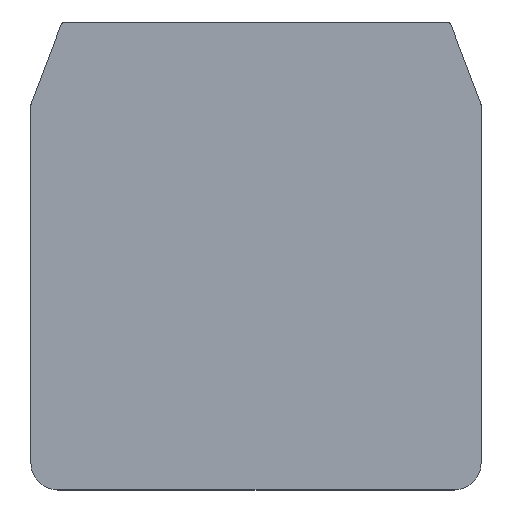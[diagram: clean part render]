
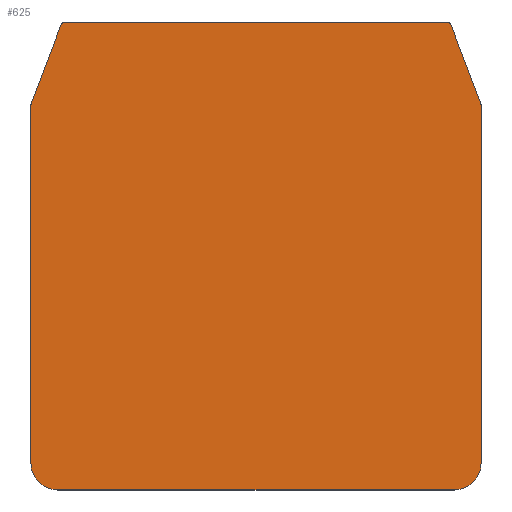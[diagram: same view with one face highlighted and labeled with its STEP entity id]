
A CAD part, top view. The second image highlights one B-rep face of the part: STEP entity #625.
In plain terms, the highlighted planar face has unit normal (0, 0, 1).
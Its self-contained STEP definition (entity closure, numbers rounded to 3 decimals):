
#1 = EDGE_CURVE ( 'NONE', #985, #948, #1111, .T. ) ;
#6 = VECTOR ( 'NONE', #837, 1000. ) ;
#10 = VERTEX_POINT ( 'NONE', #906 ) ;
#33 = LINE ( 'NONE', #839, #6 ) ;
#34 = ORIENTED_EDGE ( 'NONE', *, *, #1273, .T. ) ;
#39 = CARTESIAN_POINT ( 'NONE',  ( -25.25, 16.909, 0.75 ) ) ;
#47 = CARTESIAN_POINT ( 'NONE',  ( -25.218, 17.086, 0.75 ) ) ;
#66 = VERTEX_POINT ( 'NONE', #717 ) ;
#75 = VERTEX_POINT ( 'NONE', #785 ) ;
#77 = EDGE_CURVE ( 'NONE', #215, #1284, #1060, .T. ) ;
#94 = CARTESIAN_POINT ( 'NONE',  ( -21.872, 25.927, 0.75 ) ) ;
#110 = AXIS2_PLACEMENT_3D ( 'NONE', #687, #644, #640 ) ;
#114 = EDGE_CURVE ( 'NONE', #66, #215, #436, .T. ) ;
#130 = EDGE_LOOP ( 'NONE', ( #251, #452, #1176, #983, #308, #410, #1016, #137, #387, #454, #34, #1296 ) ) ;
#131 = CARTESIAN_POINT ( 'NONE',  ( -22.25, -26.25, 0.75 ) ) ;
#137 = ORIENTED_EDGE ( 'NONE', *, *, #518, .T. ) ;
#151 = VECTOR ( 'NONE', #1052, 1000. ) ;
#175 = AXIS2_PLACEMENT_3D ( 'NONE', #677, #664, #648 ) ;
#182 = CARTESIAN_POINT ( 'NONE',  ( 22.25, -26.25, 0.75 ) ) ;
#186 = CARTESIAN_POINT ( 'NONE',  ( 22.25, -23.25, 0.75 ) ) ;
#195 = DIRECTION ( 'NONE',  ( -1., 0., 0. ) ) ;
#196 = DIRECTION ( 'NONE',  ( 0., 0., 1. ) ) ;
#207 = VERTEX_POINT ( 'NONE', #94 ) ;
#215 = VERTEX_POINT ( 'NONE', #1297 ) ;
#244 = CARTESIAN_POINT ( 'NONE',  ( 21.405, 26.25, 0.75 ) ) ;
#251 = ORIENTED_EDGE ( 'NONE', *, *, #433, .T. ) ;
#272 = DIRECTION ( 'NONE',  ( -1., 0., 0. ) ) ;
#273 = DIRECTION ( 'NONE',  ( 0., 0., 1. ) ) ;
#275 = CARTESIAN_POINT ( 'NONE',  ( -21.405, 25.75, 0.75 ) ) ;
#305 = EDGE_CURVE ( 'NONE', #1053, #75, #718, .T. ) ;
#308 = ORIENTED_EDGE ( 'NONE', *, *, #77, .T. ) ;
#317 = AXIS2_PLACEMENT_3D ( 'NONE', #186, #196, #195 ) ;
#333 = EDGE_CURVE ( 'NONE', #1284, #10, #442, .T. ) ;
#340 = CIRCLE ( 'NONE', #1244, 0.5 ) ;
#387 = ORIENTED_EDGE ( 'NONE', *, *, #849, .T. ) ;
#410 = ORIENTED_EDGE ( 'NONE', *, *, #333, .T. ) ;
#433 = EDGE_CURVE ( 'NONE', #75, #985, #926, .T. ) ;
#436 = LINE ( 'NONE', #525, #1248 ) ;
#442 = LINE ( 'NONE', #1058, #151 ) ;
#452 = ORIENTED_EDGE ( 'NONE', *, *, #1, .T. ) ;
#454 = ORIENTED_EDGE ( 'NONE', *, *, #529, .T. ) ;
#483 = CARTESIAN_POINT ( 'NONE',  ( -24.75, 16.909, 0.75 ) ) ;
#518 = EDGE_CURVE ( 'NONE', #885, #1117, #33, .T. ) ;
#525 = CARTESIAN_POINT ( 'NONE',  ( 25.25, 16.909, 0.75 ) ) ;
#529 = EDGE_CURVE ( 'NONE', #207, #1302, #1089, .T. ) ;
#536 = DIRECTION ( 'NONE',  ( 0., 1., 0. ) ) ;
#584 = DIRECTION ( 'NONE',  ( 1., 0., 0. ) ) ;
#622 = EDGE_CURVE ( 'NONE', #10, #885, #1233, .T. ) ;
#625 = ADVANCED_FACE ( 'NONE', ( #1017 ), #693, .F. ) ;
#640 = DIRECTION ( 'NONE',  ( -1., 0., 0. ) ) ;
#644 = DIRECTION ( 'NONE',  ( 0., 0., -1. ) ) ;
#648 = DIRECTION ( 'NONE',  ( -1., 0., 0. ) ) ;
#664 = DIRECTION ( 'NONE',  ( 0., 0., 1. ) ) ;
#672 = DIRECTION ( 'NONE',  ( -1., 0., 0. ) ) ;
#677 = CARTESIAN_POINT ( 'NONE',  ( 24.75, 16.909, 0.75 ) ) ;
#680 = DIRECTION ( 'NONE',  ( 0., 0., 1. ) ) ;
#683 = CARTESIAN_POINT ( 'NONE',  ( 21.405, 25.75, 0.75 ) ) ;
#687 = CARTESIAN_POINT ( 'NONE',  ( -22.25, -23.25, 0.75 ) ) ;
#693 = PLANE ( 'NONE',  #110 ) ;
#717 = CARTESIAN_POINT ( 'NONE',  ( 25.25, -23.25, 0.75 ) ) ;
#718 = LINE ( 'NONE', #1086, #955 ) ;
#785 = CARTESIAN_POINT ( 'NONE',  ( -25.25, -23.25, 0.75 ) ) ;
#796 = DIRECTION ( 'NONE',  ( -0.354, -0.935, 0. ) ) ;
#799 = CARTESIAN_POINT ( 'NONE',  ( -21.872, 25.927, 0.75 ) ) ;
#832 = DIRECTION ( 'NONE',  ( 1., 0., 0. ) ) ;
#837 = DIRECTION ( 'NONE',  ( -1., 0., 0. ) ) ;
#839 = CARTESIAN_POINT ( 'NONE',  ( -21.405, 26.25, 0.75 ) ) ;
#849 = EDGE_CURVE ( 'NONE', #1117, #207, #340, .T. ) ;
#857 = VECTOR ( 'NONE', #832, 1000. ) ;
#885 = VERTEX_POINT ( 'NONE', #244 ) ;
#900 = DIRECTION ( 'NONE',  ( -1., 0., 0. ) ) ;
#903 = DIRECTION ( 'NONE',  ( 0., 0., 1. ) ) ;
#906 = CARTESIAN_POINT ( 'NONE',  ( 21.872, 25.927, 0.75 ) ) ;
#908 = CIRCLE ( 'NONE', #1067, 0.5 ) ;
#909 = CARTESIAN_POINT ( 'NONE',  ( -22.25, -23.25, 0.75 ) ) ;
#922 = CARTESIAN_POINT ( 'NONE',  ( 22.25, -26.25, 0.75 ) ) ;
#926 = CIRCLE ( 'NONE', #937, 3. ) ;
#932 = EDGE_CURVE ( 'NONE', #948, #66, #1271, .T. ) ;
#937 = AXIS2_PLACEMENT_3D ( 'NONE', #909, #903, #900 ) ;
#948 = VERTEX_POINT ( 'NONE', #182 ) ;
#955 = VECTOR ( 'NONE', #1093, 1000. ) ;
#964 = CARTESIAN_POINT ( 'NONE',  ( -21.405, 26.25, 0.75 ) ) ;
#983 = ORIENTED_EDGE ( 'NONE', *, *, #114, .T. ) ;
#985 = VERTEX_POINT ( 'NONE', #131 ) ;
#1016 = ORIENTED_EDGE ( 'NONE', *, *, #622, .T. ) ;
#1017 = FACE_OUTER_BOUND ( 'NONE', #130, .T. ) ;
#1052 = DIRECTION ( 'NONE',  ( -0.354, 0.935, 0. ) ) ;
#1053 = VERTEX_POINT ( 'NONE', #39 ) ;
#1058 = CARTESIAN_POINT ( 'NONE',  ( 21.872, 25.927, 0.75 ) ) ;
#1060 = CIRCLE ( 'NONE', #175, 0.5 ) ;
#1067 = AXIS2_PLACEMENT_3D ( 'NONE', #483, #1195, #584 ) ;
#1086 = CARTESIAN_POINT ( 'NONE',  ( -25.25, 16.909, 0.75 ) ) ;
#1089 = LINE ( 'NONE', #799, #1309 ) ;
#1093 = DIRECTION ( 'NONE',  ( 0., -1., 0. ) ) ;
#1111 = LINE ( 'NONE', #922, #857 ) ;
#1117 = VERTEX_POINT ( 'NONE', #964 ) ;
#1119 = AXIS2_PLACEMENT_3D ( 'NONE', #683, #680, #672 ) ;
#1176 = ORIENTED_EDGE ( 'NONE', *, *, #932, .T. ) ;
#1195 = DIRECTION ( 'NONE',  ( 0., 0., 1. ) ) ;
#1233 = CIRCLE ( 'NONE', #1119, 0.5 ) ;
#1244 = AXIS2_PLACEMENT_3D ( 'NONE', #275, #273, #272 ) ;
#1248 = VECTOR ( 'NONE', #536, 1000. ) ;
#1271 = CIRCLE ( 'NONE', #317, 3. ) ;
#1273 = EDGE_CURVE ( 'NONE', #1302, #1053, #908, .T. ) ;
#1284 = VERTEX_POINT ( 'NONE', #1285 ) ;
#1285 = CARTESIAN_POINT ( 'NONE',  ( 25.218, 17.086, 0.75 ) ) ;
#1296 = ORIENTED_EDGE ( 'NONE', *, *, #305, .T. ) ;
#1297 = CARTESIAN_POINT ( 'NONE',  ( 25.25, 16.909, 0.75 ) ) ;
#1302 = VERTEX_POINT ( 'NONE', #47 ) ;
#1309 = VECTOR ( 'NONE', #796, 1000. ) ;
